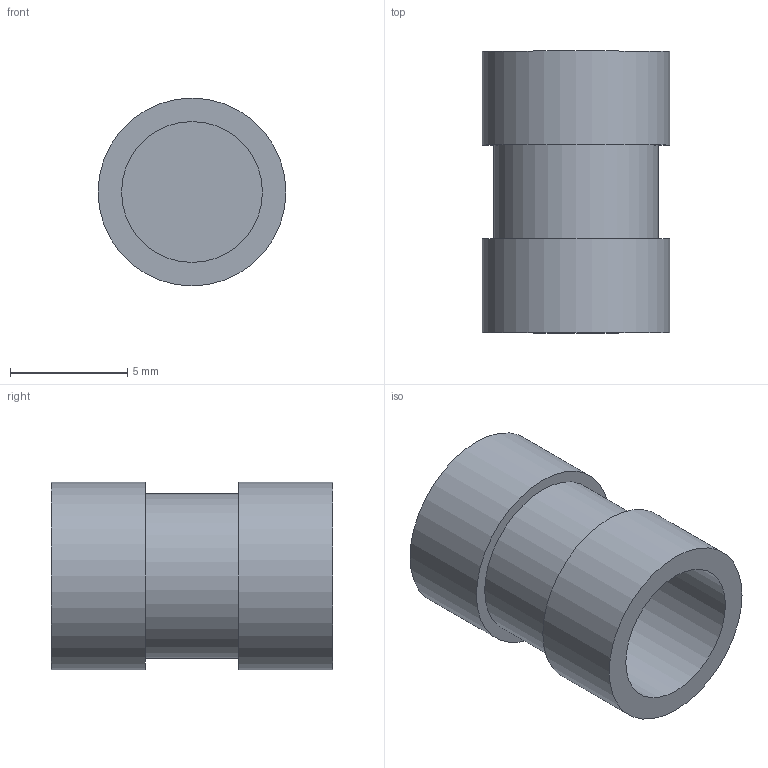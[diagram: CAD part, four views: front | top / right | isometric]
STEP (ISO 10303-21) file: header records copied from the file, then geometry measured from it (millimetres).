
FILE_DESCRIPTION(('FreeCAD Model'),'2;1');
FILE_NAME('Open CASCADE Shape Model','2022-03-22T11:53:40',('Author'),( ''),'Open CASCADE STEP processor 7.5','FreeCAD','Unknown');
FILE_SCHEMA(('AUTOMOTIVE_DESIGN { 1 0 10303 214 1 1 1 1 }'));
Length unit declared in the file: millimetre
Products named in the file (1): Body
Bounding box: 8 x 12 x 8 mm (x, y, z)
Volume: 245 mm3; surface area: 620.5 mm2
Topology: 1 solids, 1 shells, 10 faces, 13 edges, 9 vertices
Faces by surface type: plane 6, cylinder 4
Full cylindrical faces by diameter (mm): 6 x1, 7 x1, 8 x2
Entity records: 236 total; most frequent: DIRECTION 44, CARTESIAN_POINT 33, ORIENTED_EDGE 26, AXIS2_PLACEMENT_3D 20, FACE_BOUND 14, EDGE_LOOP 14, EDGE_CURVE 13, ADVANCED_FACE 10
